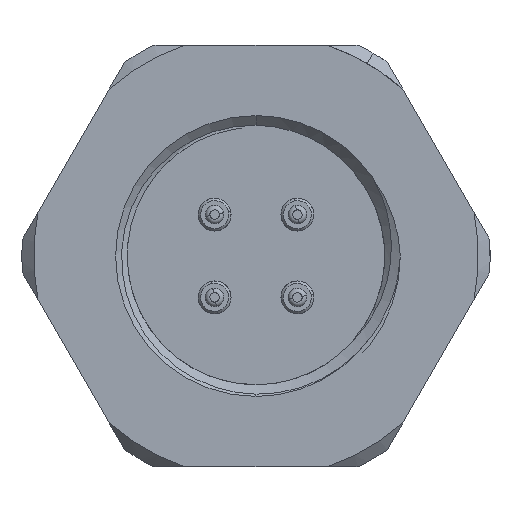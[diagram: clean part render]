
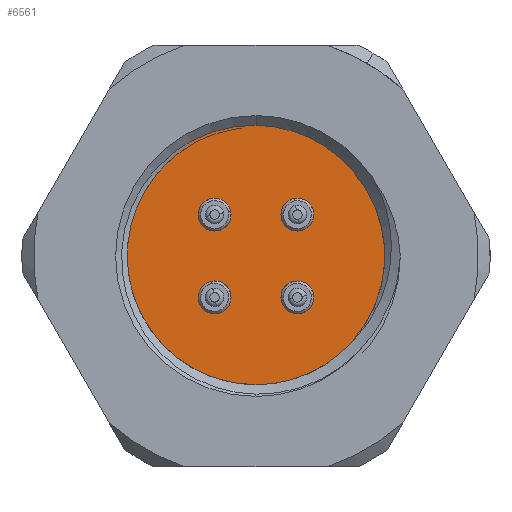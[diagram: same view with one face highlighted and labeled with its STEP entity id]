
A CAD part, left-side view. The second image highlights one B-rep face of the part: STEP entity #6561.
In plain terms, the highlighted planar face has unit normal (-1, 0, 0).
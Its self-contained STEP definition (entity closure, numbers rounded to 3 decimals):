
#211 = EDGE_CURVE ( 'NONE', #13412, #7334, #7715, .T. ) ;
#223 = FACE_BOUND ( 'NONE', #8314, .T. ) ;
#360 = EDGE_CURVE ( 'NONE', #16580, #6022, #9895, .T. ) ;
#410 = CARTESIAN_POINT ( 'NONE',  ( -13., 0., 0. ) ) ;
#856 = CIRCLE ( 'NONE', #1211, 0.7 ) ;
#961 = ORIENTED_EDGE ( 'NONE', *, *, #6430, .F. ) ;
#986 = EDGE_CURVE ( 'NONE', #6022, #16580, #13167, .T. ) ;
#1211 = AXIS2_PLACEMENT_3D ( 'NONE', #1957, #1722, #8657 ) ;
#1559 = CIRCLE ( 'NONE', #17902, 0.7 ) ;
#1722 = DIRECTION ( 'NONE',  ( -1., 0., 0. ) ) ;
#1735 = CARTESIAN_POINT ( 'NONE',  ( -13., -1.768, -1.768 ) ) ;
#1957 = CARTESIAN_POINT ( 'NONE',  ( -13., 1.768, 1.768 ) ) ;
#2304 = ORIENTED_EDGE ( 'NONE', *, *, #5386, .F. ) ;
#2539 = EDGE_LOOP ( 'NONE', ( #9331, #14254 ) ) ;
#2661 = DIRECTION ( 'NONE',  ( -1., 0., 0. ) ) ;
#2875 = CARTESIAN_POINT ( 'NONE',  ( -13., 1.768, -1.768 ) ) ;
#3307 = DIRECTION ( 'NONE',  ( -1., 0., 0. ) ) ;
#3439 = CARTESIAN_POINT ( 'NONE',  ( -13., -2.468, 1.768 ) ) ;
#4078 = AXIS2_PLACEMENT_3D ( 'NONE', #18524, #16932, #6474 ) ;
#4178 = EDGE_LOOP ( 'NONE', ( #8177, #2304 ) ) ;
#4685 = DIRECTION ( 'NONE',  ( -1., 0., 0. ) ) ;
#5094 = CARTESIAN_POINT ( 'NONE',  ( -13., 0., 0. ) ) ;
#5223 = FACE_BOUND ( 'NONE', #4178, .T. ) ;
#5386 = EDGE_CURVE ( 'NONE', #10104, #7399, #21489, .T. ) ;
#5959 = DIRECTION ( 'NONE',  ( 0., -1., 0. ) ) ;
#6022 = VERTEX_POINT ( 'NONE', #3439 ) ;
#6235 = EDGE_LOOP ( 'NONE', ( #21119, #16679 ) ) ;
#6277 = VERTEX_POINT ( 'NONE', #9680 ) ;
#6370 = ORIENTED_EDGE ( 'NONE', *, *, #8213, .F. ) ;
#6430 = EDGE_CURVE ( 'NONE', #22062, #6277, #6977, .T. ) ;
#6474 = DIRECTION ( 'NONE',  ( 0., -1., 0. ) ) ;
#6561 = ADVANCED_FACE ( 'NONE', ( #8866, #5223, #12168, #223, #7259 ), #14099, .T. ) ;
#6977 = CIRCLE ( 'NONE', #12067, 6. ) ;
#7150 = DIRECTION ( 'NONE',  ( 0., -1., 0. ) ) ;
#7225 = DIRECTION ( 'NONE',  ( 1., 0., 0. ) ) ;
#7259 = FACE_OUTER_BOUND ( 'NONE', #13638, .T. ) ;
#7334 = VERTEX_POINT ( 'NONE', #10718 ) ;
#7399 = VERTEX_POINT ( 'NONE', #9008 ) ;
#7663 = CARTESIAN_POINT ( 'NONE',  ( -13., 1.768, -1.768 ) ) ;
#7715 = CIRCLE ( 'NONE', #10249, 0.7 ) ;
#7891 = DIRECTION ( 'NONE',  ( -1., 0., 0. ) ) ;
#8177 = ORIENTED_EDGE ( 'NONE', *, *, #8579, .F. ) ;
#8213 = EDGE_CURVE ( 'NONE', #19893, #10072, #9905, .T. ) ;
#8314 = EDGE_LOOP ( 'NONE', ( #6370, #17033 ) ) ;
#8579 = EDGE_CURVE ( 'NONE', #7399, #10104, #1559, .T. ) ;
#8657 = DIRECTION ( 'NONE',  ( 0., -1., 0. ) ) ;
#8671 = DIRECTION ( 'NONE',  ( 0., -1., 0. ) ) ;
#8686 = DIRECTION ( 'NONE',  ( 0., -1., 0. ) ) ;
#8803 = CARTESIAN_POINT ( 'NONE',  ( -13., -1.768, 1.768 ) ) ;
#8866 = FACE_BOUND ( 'NONE', #6235, .T. ) ;
#9008 = CARTESIAN_POINT ( 'NONE',  ( -13., -2.468, -1.768 ) ) ;
#9130 = EDGE_CURVE ( 'NONE', #7334, #13412, #856, .T. ) ;
#9281 = DIRECTION ( 'NONE',  ( 0., 1., 0. ) ) ;
#9331 = ORIENTED_EDGE ( 'NONE', *, *, #986, .F. ) ;
#9418 = CARTESIAN_POINT ( 'NONE',  ( -13., -1.068, 1.768 ) ) ;
#9680 = CARTESIAN_POINT ( 'NONE',  ( -13., 6., 0. ) ) ;
#9895 = CIRCLE ( 'NONE', #12456, 0.7 ) ;
#9905 = CIRCLE ( 'NONE', #16068, 0.7 ) ;
#10035 = CARTESIAN_POINT ( 'NONE',  ( -13., 1.768, 1.768 ) ) ;
#10040 = DIRECTION ( 'NONE',  ( 0., -1., 0. ) ) ;
#10072 = VERTEX_POINT ( 'NONE', #16728 ) ;
#10104 = VERTEX_POINT ( 'NONE', #21838 ) ;
#10213 = CIRCLE ( 'NONE', #21810, 6. ) ;
#10223 = CARTESIAN_POINT ( 'NONE',  ( -13., 0., 0. ) ) ;
#10249 = AXIS2_PLACEMENT_3D ( 'NONE', #10035, #4685, #16517 ) ;
#10313 = AXIS2_PLACEMENT_3D ( 'NONE', #7663, #2661, #5959 ) ;
#10457 = DIRECTION ( 'NONE',  ( -1., 0., 0. ) ) ;
#10608 = DIRECTION ( 'NONE',  ( 0., -1., 0. ) ) ;
#10718 = CARTESIAN_POINT ( 'NONE',  ( -13., 2.468, 1.768 ) ) ;
#12045 = DIRECTION ( 'NONE',  ( 1., 0., 0. ) ) ;
#12067 = AXIS2_PLACEMENT_3D ( 'NONE', #5094, #12045, #22471 ) ;
#12168 = FACE_BOUND ( 'NONE', #2539, .T. ) ;
#12420 = EDGE_CURVE ( 'NONE', #10072, #19893, #17573, .T. ) ;
#12456 = AXIS2_PLACEMENT_3D ( 'NONE', #13789, #3307, #10608 ) ;
#13167 = CIRCLE ( 'NONE', #21121, 0.7 ) ;
#13412 = VERTEX_POINT ( 'NONE', #16836 ) ;
#13638 = EDGE_LOOP ( 'NONE', ( #18470, #961 ) ) ;
#13789 = CARTESIAN_POINT ( 'NONE',  ( -13., -1.768, 1.768 ) ) ;
#14099 = PLANE ( 'NONE',  #20403 ) ;
#14254 = ORIENTED_EDGE ( 'NONE', *, *, #360, .F. ) ;
#15601 = DIRECTION ( 'NONE',  ( -1., 0., 0. ) ) ;
#15696 = CARTESIAN_POINT ( 'NONE',  ( -13., -6., 0. ) ) ;
#16068 = AXIS2_PLACEMENT_3D ( 'NONE', #2875, #7891, #10040 ) ;
#16517 = DIRECTION ( 'NONE',  ( 0., -1., 0. ) ) ;
#16580 = VERTEX_POINT ( 'NONE', #9418 ) ;
#16679 = ORIENTED_EDGE ( 'NONE', *, *, #9130, .F. ) ;
#16728 = CARTESIAN_POINT ( 'NONE',  ( -13., 2.468, -1.768 ) ) ;
#16832 = CARTESIAN_POINT ( 'NONE',  ( -13., 1.068, -1.768 ) ) ;
#16836 = CARTESIAN_POINT ( 'NONE',  ( -13., 1.068, 1.768 ) ) ;
#16932 = DIRECTION ( 'NONE',  ( -1., 0., 0. ) ) ;
#17033 = ORIENTED_EDGE ( 'NONE', *, *, #12420, .F. ) ;
#17319 = EDGE_CURVE ( 'NONE', #6277, #22062, #10213, .T. ) ;
#17426 = DIRECTION ( 'NONE',  ( -1., 0., 0. ) ) ;
#17573 = CIRCLE ( 'NONE', #10313, 0.7 ) ;
#17902 = AXIS2_PLACEMENT_3D ( 'NONE', #1735, #15601, #8671 ) ;
#18470 = ORIENTED_EDGE ( 'NONE', *, *, #17319, .F. ) ;
#18524 = CARTESIAN_POINT ( 'NONE',  ( -13., -1.768, -1.768 ) ) ;
#19893 = VERTEX_POINT ( 'NONE', #16832 ) ;
#20403 = AXIS2_PLACEMENT_3D ( 'NONE', #10223, #10457, #7150 ) ;
#21119 = ORIENTED_EDGE ( 'NONE', *, *, #211, .F. ) ;
#21121 = AXIS2_PLACEMENT_3D ( 'NONE', #8803, #17426, #8686 ) ;
#21489 = CIRCLE ( 'NONE', #4078, 0.7 ) ;
#21810 = AXIS2_PLACEMENT_3D ( 'NONE', #410, #7225, #9281 ) ;
#21838 = CARTESIAN_POINT ( 'NONE',  ( -13., -1.068, -1.768 ) ) ;
#22062 = VERTEX_POINT ( 'NONE', #15696 ) ;
#22471 = DIRECTION ( 'NONE',  ( 0., 1., 0. ) ) ;
